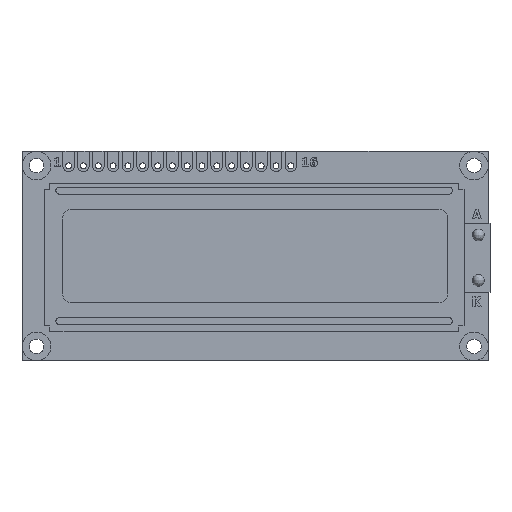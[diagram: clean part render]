
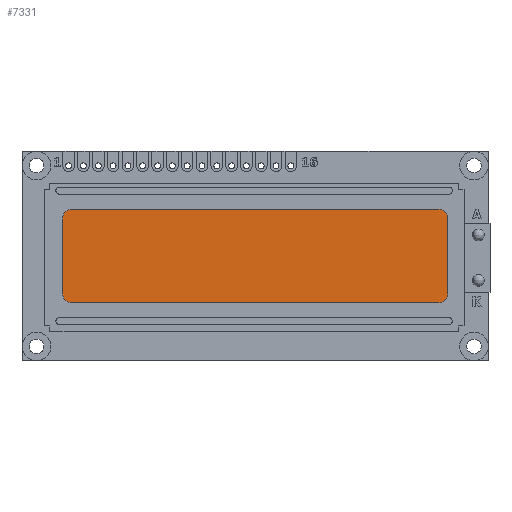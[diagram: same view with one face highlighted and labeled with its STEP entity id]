
A CAD part, top view. The second image highlights one B-rep face of the part: STEP entity #7331.
In plain terms, the highlighted planar face has unit normal (0, 0, -1).
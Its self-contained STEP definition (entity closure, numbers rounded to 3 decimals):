
#651 = DIRECTION ( 'NONE',  ( 0., -1., 0. ) ) ;
#1143 = EDGE_CURVE ( 'NONE', #28921, #23875, #6426, .T. ) ;
#1524 = CARTESIAN_POINT ( 'NONE',  ( 31.5, -8., 9.75 ) ) ;
#1676 = VERTEX_POINT ( 'NONE', #4622 ) ;
#2115 = ORIENTED_EDGE ( 'NONE', *, *, #13218, .F. ) ;
#2202 = VERTEX_POINT ( 'NONE', #21170 ) ;
#2352 = ORIENTED_EDGE ( 'NONE', *, *, #16673, .F. ) ;
#3211 = ORIENTED_EDGE ( 'NONE', *, *, #10960, .F. ) ;
#3266 = VECTOR ( 'NONE', #23785, 1000. ) ;
#3913 = AXIS2_PLACEMENT_3D ( 'NONE', #25862, #10030, #28506 ) ;
#4220 = CIRCLE ( 'NONE', #29299, 1.5 ) ;
#4622 = CARTESIAN_POINT ( 'NONE',  ( -31.5, -8., 9.75 ) ) ;
#5055 = EDGE_CURVE ( 'NONE', #32563, #1676, #13285, .T. ) ;
#5236 = AXIS2_PLACEMENT_3D ( 'NONE', #8478, #26972, #11155 ) ;
#6426 = CIRCLE ( 'NONE', #3913, 1.5 ) ;
#6436 = LINE ( 'NONE', #11413, #20488 ) ;
#6470 = CARTESIAN_POINT ( 'NONE',  ( -31.5, 6.5, 9.75 ) ) ;
#6923 = CARTESIAN_POINT ( 'NONE',  ( 31.5, 8., 9.75 ) ) ;
#7105 = CARTESIAN_POINT ( 'NONE',  ( -33., 6.5, 9.75 ) ) ;
#7331 = ADVANCED_FACE ( 'NONE', ( #16306 ), #24209, .F. ) ;
#7753 = VERTEX_POINT ( 'NONE', #12651 ) ;
#8331 = CARTESIAN_POINT ( 'NONE',  ( -31.5, -8., 9.75 ) ) ;
#8478 = CARTESIAN_POINT ( 'NONE',  ( -31.5, -6.5, 9.75 ) ) ;
#9151 = DIRECTION ( 'NONE',  ( -1., 0., 0. ) ) ;
#9294 = VECTOR ( 'NONE', #16296, 1000. ) ;
#9912 = EDGE_LOOP ( 'NONE', ( #16910, #21317, #15742, #2115, #2352, #22899, #34354, #3211 ) ) ;
#10030 = DIRECTION ( 'NONE',  ( 0., 0., 1. ) ) ;
#10369 = CARTESIAN_POINT ( 'NONE',  ( -33., -6.5, 9.75 ) ) ;
#10960 = EDGE_CURVE ( 'NONE', #2202, #25657, #31562, .T. ) ;
#11155 = DIRECTION ( 'NONE',  ( -1., 0., 0. ) ) ;
#11413 = CARTESIAN_POINT ( 'NONE',  ( 33., -6.5, 9.75 ) ) ;
#11674 = LINE ( 'NONE', #16491, #31950 ) ;
#12651 = CARTESIAN_POINT ( 'NONE',  ( 33., -6.5, 9.75 ) ) ;
#13218 = EDGE_CURVE ( 'NONE', #15475, #7753, #4220, .T. ) ;
#13285 = CIRCLE ( 'NONE', #5236, 1.5 ) ;
#13792 = DIRECTION ( 'NONE',  ( 0., 0., 1. ) ) ;
#13916 = CARTESIAN_POINT ( 'NONE',  ( 31.5, -6.5, 9.75 ) ) ;
#15475 = VERTEX_POINT ( 'NONE', #1524 ) ;
#15742 = ORIENTED_EDGE ( 'NONE', *, *, #24365, .F. ) ;
#16296 = DIRECTION ( 'NONE',  ( 1., 0., 0. ) ) ;
#16302 = LINE ( 'NONE', #8331, #9294 ) ;
#16306 = FACE_OUTER_BOUND ( 'NONE', #9912, .T. ) ;
#16491 = CARTESIAN_POINT ( 'NONE',  ( -33., 0., 9.75 ) ) ;
#16564 = DIRECTION ( 'NONE',  ( -1., 0., 0. ) ) ;
#16673 = EDGE_CURVE ( 'NONE', #1676, #15475, #16302, .T. ) ;
#16910 = ORIENTED_EDGE ( 'NONE', *, *, #26584, .F. ) ;
#17212 = EDGE_CURVE ( 'NONE', #25657, #32563, #11674, .T. ) ;
#20488 = VECTOR ( 'NONE', #29793, 1000. ) ;
#21132 = CARTESIAN_POINT ( 'NONE',  ( 31.5, 8., 9.75 ) ) ;
#21170 = CARTESIAN_POINT ( 'NONE',  ( -31.5, 8., 9.75 ) ) ;
#21317 = ORIENTED_EDGE ( 'NONE', *, *, #1143, .F. ) ;
#22251 = CARTESIAN_POINT ( 'NONE',  ( 33., 6.5, 9.75 ) ) ;
#22899 = ORIENTED_EDGE ( 'NONE', *, *, #5055, .F. ) ;
#23570 = LINE ( 'NONE', #21132, #3266 ) ;
#23698 = AXIS2_PLACEMENT_3D ( 'NONE', #29643, #13792, #32349 ) ;
#23785 = DIRECTION ( 'NONE',  ( -1., 0., 0. ) ) ;
#23875 = VERTEX_POINT ( 'NONE', #6923 ) ;
#24209 = PLANE ( 'NONE',  #23698 ) ;
#24365 = EDGE_CURVE ( 'NONE', #7753, #28921, #6436, .T. ) ;
#24995 = DIRECTION ( 'NONE',  ( 0., 0., 1. ) ) ;
#25657 = VERTEX_POINT ( 'NONE', #7105 ) ;
#25862 = CARTESIAN_POINT ( 'NONE',  ( 31.5, 6.5, 9.75 ) ) ;
#26584 = EDGE_CURVE ( 'NONE', #23875, #2202, #23570, .T. ) ;
#26972 = DIRECTION ( 'NONE',  ( 0., 0., 1. ) ) ;
#28006 = AXIS2_PLACEMENT_3D ( 'NONE', #6470, #24995, #9151 ) ;
#28506 = DIRECTION ( 'NONE',  ( -1., 0., 0. ) ) ;
#28921 = VERTEX_POINT ( 'NONE', #22251 ) ;
#29299 = AXIS2_PLACEMENT_3D ( 'NONE', #13916, #32477, #16564 ) ;
#29643 = CARTESIAN_POINT ( 'NONE',  ( 0., -3.962, 9.75 ) ) ;
#29793 = DIRECTION ( 'NONE',  ( 0., 1., 0. ) ) ;
#31562 = CIRCLE ( 'NONE', #28006, 1.5 ) ;
#31950 = VECTOR ( 'NONE', #651, 1000. ) ;
#32349 = DIRECTION ( 'NONE',  ( 1., 0., 0. ) ) ;
#32477 = DIRECTION ( 'NONE',  ( 0., 0., 1. ) ) ;
#32563 = VERTEX_POINT ( 'NONE', #10369 ) ;
#34354 = ORIENTED_EDGE ( 'NONE', *, *, #17212, .F. ) ;
